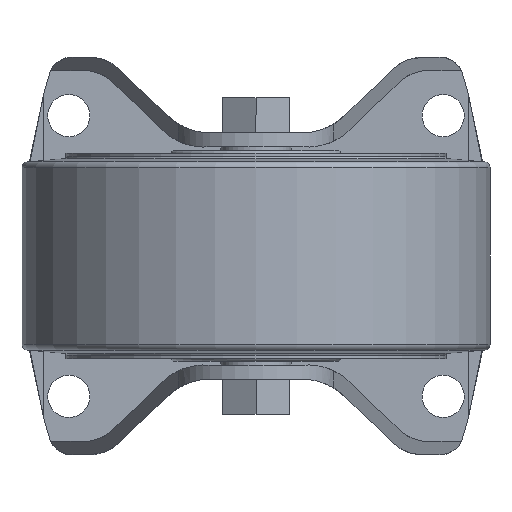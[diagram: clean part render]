
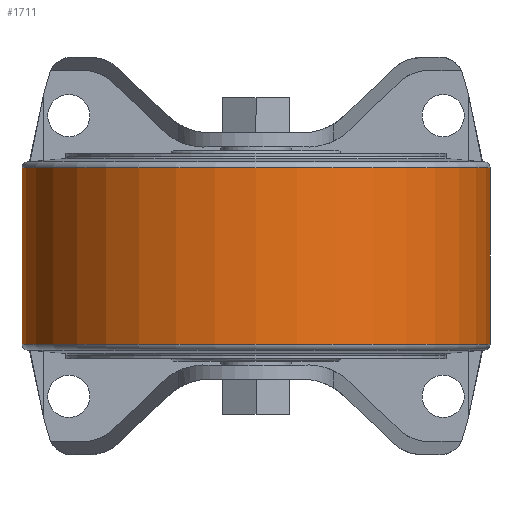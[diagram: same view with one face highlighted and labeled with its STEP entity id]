
A CAD part, front view. The second image highlights one B-rep face of the part: STEP entity #1711.
In plain terms, the highlighted cylindrical face has radius 50 mm (diameter 100 mm), a full revolution.
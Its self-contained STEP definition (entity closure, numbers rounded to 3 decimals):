
#802=ORIENTED_EDGE('',*,*,#1047,.T.);
#803=ORIENTED_EDGE('',*,*,#1046,.F.);
#1046=EDGE_CURVE('',#1212,#1212,#1286,.T.);
#1047=EDGE_CURVE('',#1213,#1213,#1287,.T.);
#1212=VERTEX_POINT('',#2954);
#1213=VERTEX_POINT('',#2957);
#1286=CIRCLE('',#1911,50.);
#1287=CIRCLE('',#1913,50.);
#1418=EDGE_LOOP('',(#802));
#1419=EDGE_LOOP('',(#803));
#1564=FACE_BOUND('',#1418,.T.);
#1565=FACE_BOUND('',#1419,.T.);
#1620=CYLINDRICAL_SURFACE('',#1912,50.);
#1711=ADVANCED_FACE('',(#1564,#1565),#1620,.T.);
#1911=AXIS2_PLACEMENT_3D('',#2953,#2410,#2411);
#1912=AXIS2_PLACEMENT_3D('',#2955,#2412,#2413);
#1913=AXIS2_PLACEMENT_3D('',#2956,#2414,#2415);
#2410=DIRECTION('',(0.,0.,-1.));
#2411=DIRECTION('',(-1.,0.,0.));
#2412=DIRECTION('',(0.,0.,-1.));
#2413=DIRECTION('',(-1.,0.,0.));
#2414=DIRECTION('',(0.,0.,-1.));
#2415=DIRECTION('',(-1.,0.,0.));
#2953=CARTESIAN_POINT('',(0.,0.,-18.9));
#2954=CARTESIAN_POINT('',(-50.,0.,-18.9));
#2955=CARTESIAN_POINT('',(0.,0.,-22.5));
#2956=CARTESIAN_POINT('',(0.,0.,18.9));
#2957=CARTESIAN_POINT('',(-50.,0.,18.9));
